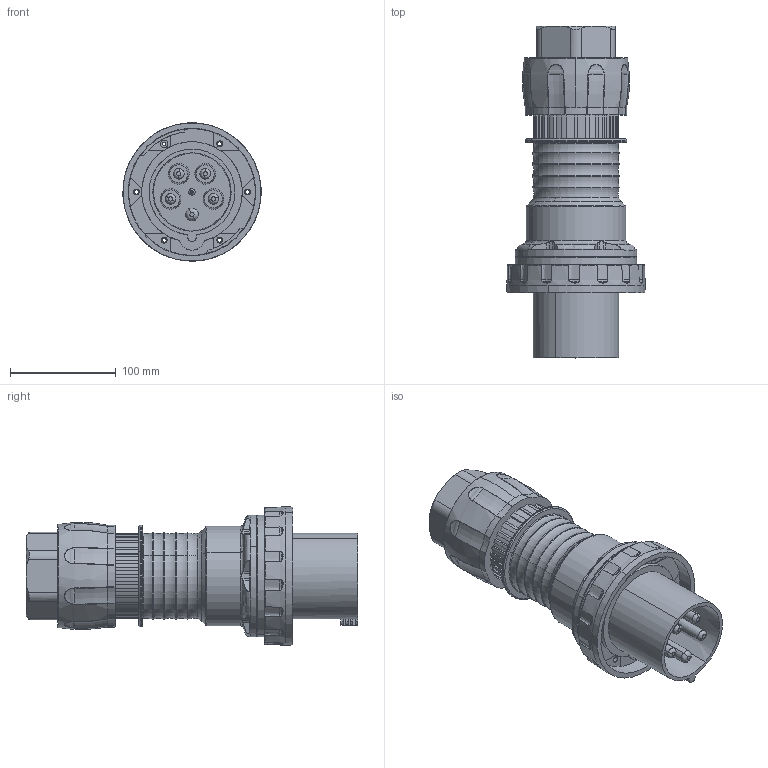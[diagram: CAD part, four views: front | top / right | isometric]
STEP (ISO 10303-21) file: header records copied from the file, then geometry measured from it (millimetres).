
FILE_DESCRIPTION((''),'2;1');
FILE_NAME('GW60061H_SW0002','2020-10-08T11:30:31',('User'),('Axiro Italia'),'CREO PARAMETRIC BY PTC INC, 2020074','CREO PARAMETRIC BY PTC INC, 2020074','');
FILE_SCHEMA(('CONFIG_CONTROL_DESIGN'));
Length unit declared in the file: millimetre
Products named in the file (1): GW60061H_SW0002
Bounding box: 130.52 x 313.4 x 130.68 mm (x, y, z)
Volume: 1687178.6 mm3; surface area: 174811.5 mm2
Topology: 1 solids, 1 shells, 565 faces, 1549 edges, 1005 vertices
Faces by surface type: plane 180, bspline 125, cylinder 119, torus 73, cone 68
Entity records: 29632 total; most frequent: CARTESIAN_POINT 16188, ORIENTED_EDGE 3082, DIRECTION 2466, EDGE_CURVE 1541, AXIS2_PLACEMENT_3D 1011, VERTEX_POINT 1005, EDGE_LOOP 604, CIRCLE 571
